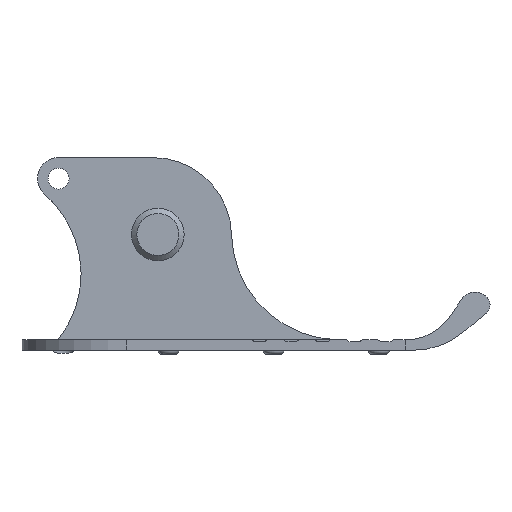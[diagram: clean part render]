
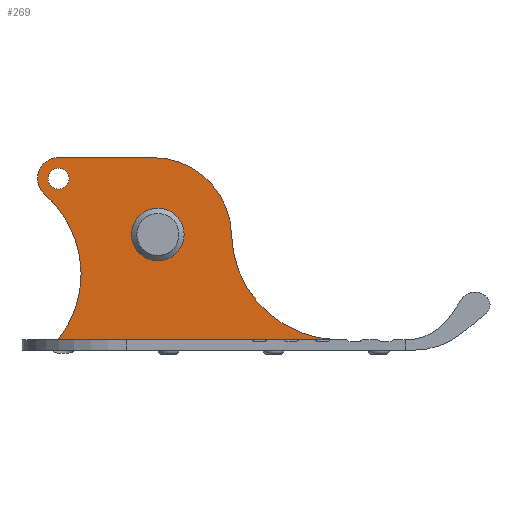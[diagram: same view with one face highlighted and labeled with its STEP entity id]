
A CAD part, left-side view. The second image highlights one B-rep face of the part: STEP entity #269.
In plain terms, the highlighted planar face has unit normal (-1, 0, 0).
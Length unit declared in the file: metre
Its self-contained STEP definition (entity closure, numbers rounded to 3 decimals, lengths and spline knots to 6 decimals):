
#269 = ADVANCED_FACE( '', ( #588, #589, #590 ), #591, .F. );
#588 = FACE_BOUND( '', #937, .T. );
#589 = FACE_BOUND( '', #938, .T. );
#590 = FACE_OUTER_BOUND( '', #939, .T. );
#591 = PLANE( '', #940 );
#937 = EDGE_LOOP( '', ( #1622 ) );
#938 = EDGE_LOOP( '', ( #1623 ) );
#939 = EDGE_LOOP( '', ( #1624, #1625, #1626, #1627, #1628, #1629, #1630 ) );
#940 = AXIS2_PLACEMENT_3D( '', #1631, #1632, #1633 );
#1622 = ORIENTED_EDGE( '', *, *, #2084, .T. );
#1623 = ORIENTED_EDGE( '', *, *, #2135, .T. );
#1624 = ORIENTED_EDGE( '', *, *, #2146, .T. );
#1625 = ORIENTED_EDGE( '', *, *, #1915, .F. );
#1626 = ORIENTED_EDGE( '', *, *, #2147, .T. );
#1627 = ORIENTED_EDGE( '', *, *, #2081, .F. );
#1628 = ORIENTED_EDGE( '', *, *, #2148, .T. );
#1629 = ORIENTED_EDGE( '', *, *, #2149, .F. );
#1630 = ORIENTED_EDGE( '', *, *, #2117, .F. );
#1631 = CARTESIAN_POINT( '', ( -0.00762, -0.007822, -0.003411 ) );
#1632 = DIRECTION( '', ( 1., 0., 0. ) );
#1633 = DIRECTION( '', ( 0., 1., 0. ) );
#1915 = EDGE_CURVE( '', #2274, #2275, #2276, .T. );
#2081 = EDGE_CURVE( '', #2542, #2544, #2545, .T. );
#2084 = EDGE_CURVE( '', #2548, #2548, #2549, .T. );
#2117 = EDGE_CURVE( '', #2592, #2593, #2594, .T. );
#2135 = EDGE_CURVE( '', #2616, #2616, #2617, .T. );
#2146 = EDGE_CURVE( '', #2592, #2275, #2630, .T. );
#2147 = EDGE_CURVE( '', #2274, #2544, #2631, .T. );
#2148 = EDGE_CURVE( '', #2542, #2632, #2633, .T. );
#2149 = EDGE_CURVE( '', #2593, #2632, #2634, .T. );
#2274 = VERTEX_POINT( '', #2811 );
#2275 = VERTEX_POINT( '', #2812 );
#2276 = CIRCLE( '', #2813, 0.01905 );
#2542 = VERTEX_POINT( '', #3213 );
#2544 = VERTEX_POINT( '', #3216 );
#2545 = CIRCLE( '', #3217, 0.00508 );
#2548 = VERTEX_POINT( '', #3221 );
#2549 = CIRCLE( '', #3222, 0.00254 );
#2592 = VERTEX_POINT( '', #3275 );
#2593 = VERTEX_POINT( '', #3276 );
#2594 = LINE( '', #3277, #3278 );
#2616 = VERTEX_POINT( '', #3309 );
#2617 = CIRCLE( '', #3310, 0.00635 );
#2630 = CIRCLE( '', #3327, 0.026046 );
#2631 = LINE( '', #3328, #3329 );
#2632 = VERTEX_POINT( '', #3330 );
#2633 = CIRCLE( '', #3331, 0.0254 );
#2634 = LINE( '', #3332, #3333 );
#2811 = CARTESIAN_POINT( '', ( -0.00762, 0.001264, 0.018577 ) );
#2812 = CARTESIAN_POINT( '', ( -0.00762, -0.01778, 0. ) );
#2813 = AXIS2_PLACEMENT_3D( '', #3466, #3467, #3468 );
#3213 = CARTESIAN_POINT( '', ( -0.00762, 0.027313, 0.009656 ) );
#3216 = CARTESIAN_POINT( '', ( -0.00762, 0.023989, 0.018577 ) );
#3217 = AXIS2_PLACEMENT_3D( '', #3717, #3718, #3719 );
#3221 = CARTESIAN_POINT( '', ( -0.00762, 0.023989, 0.010957 ) );
#3222 = AXIS2_PLACEMENT_3D( '', #3721, #3722, #3723 );
#3275 = CARTESIAN_POINT( '', ( -0.00762, -0.042953, -0.025386 ) );
#3276 = CARTESIAN_POINT( '', ( -0.00762, -0.01844, -0.0254 ) );
#3277 = CARTESIAN_POINT( '', ( -0.00762, -0.031577, -0.025392 ) );
#3278 = VECTOR( '', #3761, 1. );
#3309 = CARTESIAN_POINT( '', ( -0.00762, 0.00635, 0. ) );
#3310 = AXIS2_PLACEMENT_3D( '', #3774, #3775, #3776 );
#3327 = AXIS2_PLACEMENT_3D( '', #3784, #3785, #3786 );
#3328 = CARTESIAN_POINT( '', ( -0.00762, 0.018929, 0.018577 ) );
#3329 = VECTOR( '', #3787, 1. );
#3330 = CARTESIAN_POINT( '', ( -0.00762, 0.02409, -0.0254 ) );
#3331 = AXIS2_PLACEMENT_3D( '', #3788, #3789, #3790 );
#3332 = CARTESIAN_POINT( '', ( -0.00762, -0.00009, -0.0254 ) );
#3333 = VECTOR( '', #3791, 1. );
#3466 = CARTESIAN_POINT( '', ( -0.00762, 0.001264, -0.000473 ) );
#3467 = DIRECTION( '', ( 1., 0., 0. ) );
#3468 = DIRECTION( '', ( 0., 0., 1. ) );
#3717 = CARTESIAN_POINT( '', ( -0.00762, 0.023989, 0.013497 ) );
#3718 = DIRECTION( '', ( 1., 0., 0. ) );
#3719 = DIRECTION( '', ( 0., 0.654, -0.756 ) );
#3721 = CARTESIAN_POINT( '', ( -0.00762, 0.023989, 0.013497 ) );
#3722 = DIRECTION( '', ( 1., 0., 0. ) );
#3723 = DIRECTION( '', ( 0., 0., -1. ) );
#3761 = DIRECTION( '', ( 0., 1., -0.001 ) );
#3774 = CARTESIAN_POINT( '', ( -0.00762, 0., 0. ) );
#3775 = DIRECTION( '', ( 1., 0., 0. ) );
#3776 = DIRECTION( '', ( 0., 1., 0. ) );
#3784 = CARTESIAN_POINT( '', ( -0.00762, -0.043818, 0.000646 ) );
#3785 = DIRECTION( '', ( 1., 0., 0. ) );
#3786 = DIRECTION( '', ( 0., -0.034, -0.999 ) );
#3787 = DIRECTION( '', ( 0., 1., 0. ) );
#3788 = CARTESIAN_POINT( '', ( -0.00762, 0.043937, -0.009548 ) );
#3789 = DIRECTION( '', ( 1., 0., 0. ) );
#3790 = DIRECTION( '', ( 0., -0.654, 0.756 ) );
#3791 = DIRECTION( '', ( 0., 1., 0. ) );
